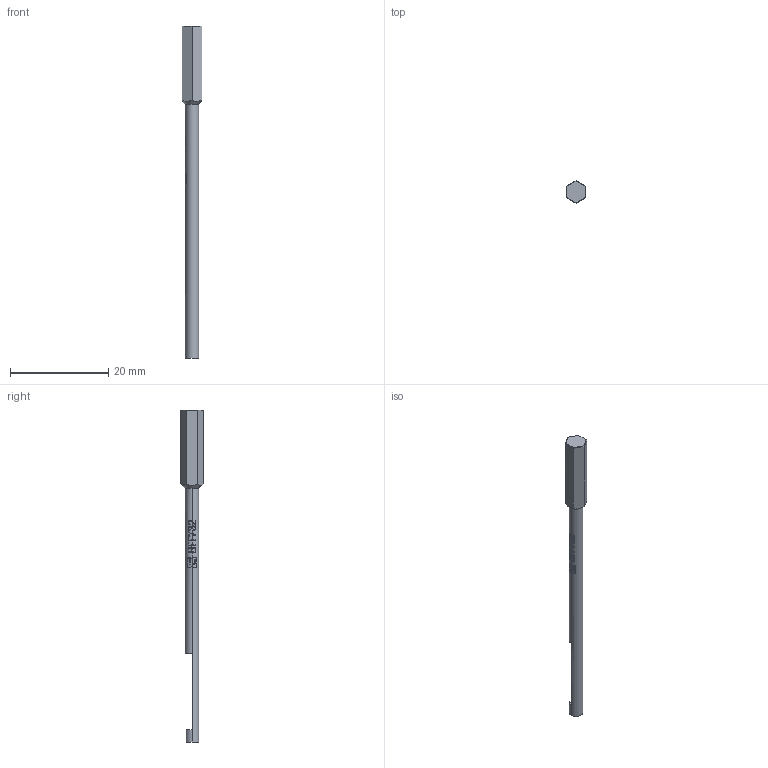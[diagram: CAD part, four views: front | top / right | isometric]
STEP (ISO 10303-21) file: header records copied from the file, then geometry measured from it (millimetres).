
FILE_DESCRIPTION (( 'STEP AP214' ), '1' );
FILE_NAME ('MOD-BIT732.STEP', '2020-03-10T10:43:00', ( '' ), ( '' ), 'SwSTEP 2.0', 'SolidWorks 2015', '' );
FILE_SCHEMA (( 'AUTOMOTIVE_DESIGN' ));
Length unit declared in the file: millimetre
Products named in the file (1): MOD-BIT732
Bounding box: 4 x 4.62 x 67.5 mm (x, y, z)
Volume: 451.2 mm3; surface area: 705.1 mm2
Topology: 1 solids, 1 shells, 157 faces, 438 edges, 286 vertices
Faces by surface type: plane 90, bspline 40, cylinder 25, cone 2
Entity records: 9130 total; most frequent: CARTESIAN_POINT 5326, ORIENTED_EDGE 876, DIRECTION 652, EDGE_CURVE 438, VERTEX_POINT 286, VECTOR 244, LINE 244, AXIS2_PLACEMENT_3D 204
